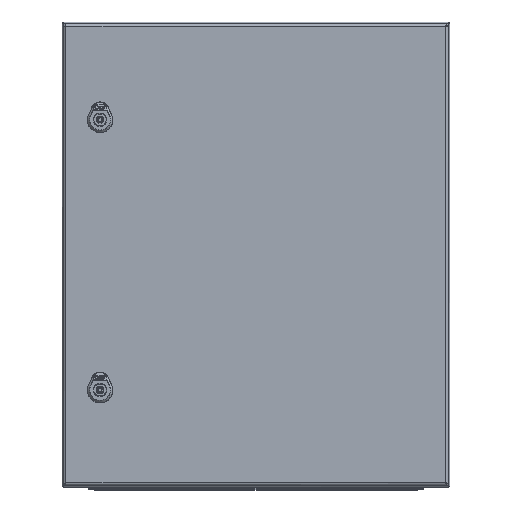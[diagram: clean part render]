
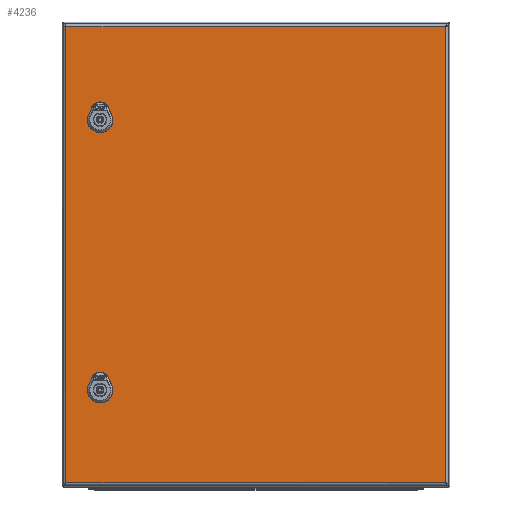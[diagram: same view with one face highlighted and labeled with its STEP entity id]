
A CAD part, top view. The second image highlights one B-rep face of the part: STEP entity #4236.
In plain terms, the highlighted face is planar.
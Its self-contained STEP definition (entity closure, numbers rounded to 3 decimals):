
#825=FACE_BOUND('',#6621,.T.);
#826=FACE_BOUND('',#6622,.T.);
#827=FACE_BOUND('',#6623,.T.);
#4236=ADVANCED_FACE('',(#825,#826,#827),#4953,.F.);
#4953=PLANE('',#20059);
#6621=EDGE_LOOP('',(#10756,#10757,#10758,#10759,#10760,#10761,#10762,#10763));
#6622=EDGE_LOOP('',(#10764,#10765,#10766,#10767,#10768,#10769,#10770,#10771));
#6623=EDGE_LOOP('',(#10772,#10773,#10774,#10775));
#7660=CIRCLE('',#20051,11.25);
#7661=CIRCLE('',#20052,11.25);
#7662=CIRCLE('',#20053,11.25);
#7663=CIRCLE('',#20054,11.25);
#7664=CIRCLE('',#20055,11.25);
#7665=CIRCLE('',#20056,11.25);
#7666=CIRCLE('',#20057,11.25);
#7667=CIRCLE('',#20058,11.25);
#10756=ORIENTED_EDGE('',*,*,#15703,.T.);
#10757=ORIENTED_EDGE('',*,*,#15704,.T.);
#10758=ORIENTED_EDGE('',*,*,#15705,.T.);
#10759=ORIENTED_EDGE('',*,*,#15706,.T.);
#10760=ORIENTED_EDGE('',*,*,#15707,.T.);
#10761=ORIENTED_EDGE('',*,*,#15708,.T.);
#10762=ORIENTED_EDGE('',*,*,#15709,.T.);
#10763=ORIENTED_EDGE('',*,*,#15710,.T.);
#10764=ORIENTED_EDGE('',*,*,#15711,.T.);
#10765=ORIENTED_EDGE('',*,*,#15712,.T.);
#10766=ORIENTED_EDGE('',*,*,#15713,.T.);
#10767=ORIENTED_EDGE('',*,*,#15714,.T.);
#10768=ORIENTED_EDGE('',*,*,#15715,.T.);
#10769=ORIENTED_EDGE('',*,*,#15716,.T.);
#10770=ORIENTED_EDGE('',*,*,#15717,.T.);
#10771=ORIENTED_EDGE('',*,*,#15718,.T.);
#10772=ORIENTED_EDGE('',*,*,#15719,.T.);
#10773=ORIENTED_EDGE('',*,*,#15720,.T.);
#10774=ORIENTED_EDGE('',*,*,#15721,.T.);
#10775=ORIENTED_EDGE('',*,*,#15722,.T.);
#13768=VERTEX_POINT('',#35558);
#13769=VERTEX_POINT('',#35559);
#13770=VERTEX_POINT('',#35561);
#13771=VERTEX_POINT('',#35563);
#13772=VERTEX_POINT('',#35565);
#13773=VERTEX_POINT('',#35567);
#13774=VERTEX_POINT('',#35569);
#13775=VERTEX_POINT('',#35571);
#13776=VERTEX_POINT('',#35574);
#13777=VERTEX_POINT('',#35575);
#13778=VERTEX_POINT('',#35577);
#13779=VERTEX_POINT('',#35579);
#13780=VERTEX_POINT('',#35581);
#13781=VERTEX_POINT('',#35583);
#13782=VERTEX_POINT('',#35585);
#13783=VERTEX_POINT('',#35587);
#13784=VERTEX_POINT('',#35590);
#13785=VERTEX_POINT('',#35591);
#13786=VERTEX_POINT('',#35593);
#13787=VERTEX_POINT('',#35595);
#15703=EDGE_CURVE('',#13768,#13769,#17412,.T.);
#15704=EDGE_CURVE('',#13769,#13770,#7660,.T.);
#15705=EDGE_CURVE('',#13770,#13771,#17413,.T.);
#15706=EDGE_CURVE('',#13771,#13772,#7661,.T.);
#15707=EDGE_CURVE('',#13772,#13773,#17414,.T.);
#15708=EDGE_CURVE('',#13773,#13774,#7662,.T.);
#15709=EDGE_CURVE('',#13774,#13775,#17415,.T.);
#15710=EDGE_CURVE('',#13775,#13768,#7663,.T.);
#15711=EDGE_CURVE('',#13776,#13777,#17416,.T.);
#15712=EDGE_CURVE('',#13777,#13778,#7664,.T.);
#15713=EDGE_CURVE('',#13778,#13779,#17417,.T.);
#15714=EDGE_CURVE('',#13779,#13780,#7665,.T.);
#15715=EDGE_CURVE('',#13780,#13781,#17418,.T.);
#15716=EDGE_CURVE('',#13781,#13782,#7666,.T.);
#15717=EDGE_CURVE('',#13782,#13783,#17419,.T.);
#15718=EDGE_CURVE('',#13783,#13776,#7667,.T.);
#15719=EDGE_CURVE('',#13784,#13785,#17420,.T.);
#15720=EDGE_CURVE('',#13785,#13786,#17421,.T.);
#15721=EDGE_CURVE('',#13786,#13787,#17422,.T.);
#15722=EDGE_CURVE('',#13787,#13784,#17423,.T.);
#17412=LINE('',#35557,#18626);
#17413=LINE('',#35562,#18627);
#17414=LINE('',#35566,#18628);
#17415=LINE('',#35570,#18629);
#17416=LINE('',#35573,#18630);
#17417=LINE('',#35578,#18631);
#17418=LINE('',#35582,#18632);
#17419=LINE('',#35586,#18633);
#17420=LINE('',#35589,#18634);
#17421=LINE('',#35592,#18635);
#17422=LINE('',#35594,#18636);
#17423=LINE('',#35596,#18637);
#18626=VECTOR('',#23094,1.);
#18627=VECTOR('',#23097,1.);
#18628=VECTOR('',#23100,1.);
#18629=VECTOR('',#23103,1.);
#18630=VECTOR('',#23106,1.);
#18631=VECTOR('',#23109,1.);
#18632=VECTOR('',#23112,1.);
#18633=VECTOR('',#23115,1.);
#18634=VECTOR('',#23118,1.);
#18635=VECTOR('',#23119,1.);
#18636=VECTOR('',#23120,1.);
#18637=VECTOR('',#23121,1.);
#20051=AXIS2_PLACEMENT_3D('',#35560,#23095,#23096);
#20052=AXIS2_PLACEMENT_3D('',#35564,#23098,#23099);
#20053=AXIS2_PLACEMENT_3D('',#35568,#23101,#23102);
#20054=AXIS2_PLACEMENT_3D('',#35572,#23104,#23105);
#20055=AXIS2_PLACEMENT_3D('',#35576,#23107,#23108);
#20056=AXIS2_PLACEMENT_3D('',#35580,#23110,#23111);
#20057=AXIS2_PLACEMENT_3D('',#35584,#23113,#23114);
#20058=AXIS2_PLACEMENT_3D('',#35588,#23116,#23117);
#20059=AXIS2_PLACEMENT_3D('',#35597,#23122,#23123);
#23094=DIRECTION('',(-1.,0.,0.));
#23095=DIRECTION('',(0.,0.,1.));
#23096=DIRECTION('',(1.,0.,0.));
#23097=DIRECTION('',(0.,-1.,0.));
#23098=DIRECTION('',(0.,0.,1.));
#23099=DIRECTION('',(1.,0.,0.));
#23100=DIRECTION('',(1.,0.,0.));
#23101=DIRECTION('',(0.,0.,1.));
#23102=DIRECTION('',(1.,0.,0.));
#23103=DIRECTION('',(0.,1.,0.));
#23104=DIRECTION('',(0.,0.,1.));
#23105=DIRECTION('',(1.,0.,0.));
#23106=DIRECTION('',(-1.,0.,0.));
#23107=DIRECTION('',(0.,0.,1.));
#23108=DIRECTION('',(1.,0.,0.));
#23109=DIRECTION('',(0.,-1.,0.));
#23110=DIRECTION('',(0.,0.,1.));
#23111=DIRECTION('',(1.,0.,0.));
#23112=DIRECTION('',(1.,0.,0.));
#23113=DIRECTION('',(0.,0.,1.));
#23114=DIRECTION('',(1.,0.,0.));
#23115=DIRECTION('',(0.,1.,0.));
#23116=DIRECTION('',(0.,0.,1.));
#23117=DIRECTION('',(1.,0.,0.));
#23118=DIRECTION('',(0.,1.,0.));
#23119=DIRECTION('',(1.,0.,0.));
#23120=DIRECTION('',(0.,-1.,0.));
#23121=DIRECTION('',(-1.,0.,0.));
#23122=DIRECTION('',(0.,0.,1.));
#23123=DIRECTION('',(1.,0.,0.));
#35557=CARTESIAN_POINT('',(-245.75,-164.3,0.));
#35558=CARTESIAN_POINT('',(205.496,-164.3,0.));
#35559=CARTESIAN_POINT('',(196.004,-164.3,0.));
#35560=CARTESIAN_POINT('',(200.75,-174.5,0.));
#35561=CARTESIAN_POINT('',(190.55,-169.754,0.));
#35562=CARTESIAN_POINT('',(190.55,-295.,0.));
#35563=CARTESIAN_POINT('',(190.55,-179.246,0.));
#35564=CARTESIAN_POINT('',(200.75,-174.5,0.));
#35565=CARTESIAN_POINT('',(196.004,-184.7,0.));
#35566=CARTESIAN_POINT('',(-245.75,-184.7,0.));
#35567=CARTESIAN_POINT('',(205.496,-184.7,0.));
#35568=CARTESIAN_POINT('',(200.75,-174.5,0.));
#35569=CARTESIAN_POINT('',(210.95,-179.246,0.));
#35570=CARTESIAN_POINT('',(210.95,-295.,0.));
#35571=CARTESIAN_POINT('',(210.95,-169.754,0.));
#35572=CARTESIAN_POINT('',(200.75,-174.5,0.));
#35573=CARTESIAN_POINT('',(-245.75,184.7,0.));
#35574=CARTESIAN_POINT('',(205.496,184.7,0.));
#35575=CARTESIAN_POINT('',(196.004,184.7,0.));
#35576=CARTESIAN_POINT('',(200.75,174.5,0.));
#35577=CARTESIAN_POINT('',(190.55,179.246,0.));
#35578=CARTESIAN_POINT('',(190.55,-295.,0.));
#35579=CARTESIAN_POINT('',(190.55,169.754,0.));
#35580=CARTESIAN_POINT('',(200.75,174.5,0.));
#35581=CARTESIAN_POINT('',(196.004,164.3,0.));
#35582=CARTESIAN_POINT('',(-245.75,164.3,0.));
#35583=CARTESIAN_POINT('',(205.496,164.3,0.));
#35584=CARTESIAN_POINT('',(200.75,174.5,0.));
#35585=CARTESIAN_POINT('',(210.95,169.754,0.));
#35586=CARTESIAN_POINT('',(210.95,-295.,0.));
#35587=CARTESIAN_POINT('',(210.95,179.246,0.));
#35588=CARTESIAN_POINT('',(200.75,174.5,0.));
#35589=CARTESIAN_POINT('',(-244.75,-295.,0.));
#35590=CARTESIAN_POINT('',(-244.75,-294.,0.));
#35591=CARTESIAN_POINT('',(-244.75,294.,0.));
#35592=CARTESIAN_POINT('',(-245.75,294.,0.));
#35593=CARTESIAN_POINT('',(244.75,294.,0.));
#35594=CARTESIAN_POINT('',(244.75,-295.,0.));
#35595=CARTESIAN_POINT('',(244.75,-294.,0.));
#35596=CARTESIAN_POINT('',(-245.75,-294.,0.));
#35597=CARTESIAN_POINT('',(-245.75,-295.,0.));
